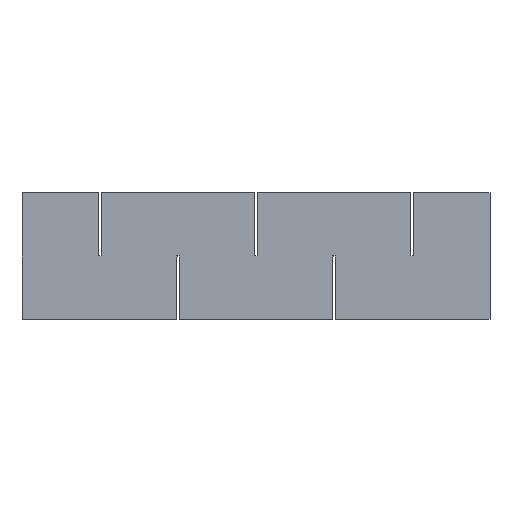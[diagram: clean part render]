
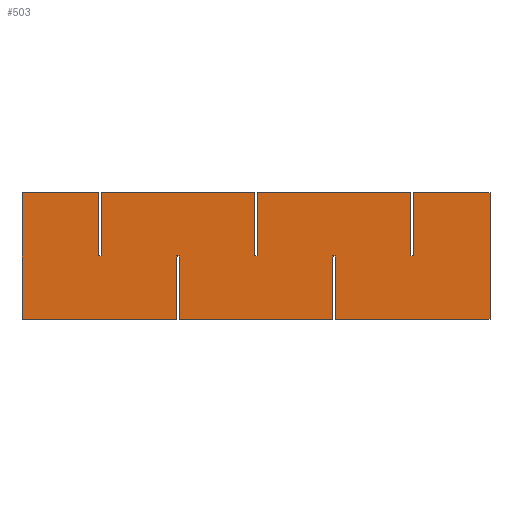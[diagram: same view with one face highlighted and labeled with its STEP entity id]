
A CAD part, top view. The second image highlights one B-rep face of the part: STEP entity #503.
In plain terms, the highlighted planar face has unit normal (0, 0, 1).
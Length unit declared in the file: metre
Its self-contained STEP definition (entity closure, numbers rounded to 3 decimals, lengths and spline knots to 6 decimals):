
#32=ORIENTED_EDGE('',*,*,#176,.T.);
#33=ORIENTED_EDGE('',*,*,#177,.T.);
#34=ORIENTED_EDGE('',*,*,#178,.T.);
#35=ORIENTED_EDGE('',*,*,#179,.F.);
#36=ORIENTED_EDGE('',*,*,#180,.F.);
#37=ORIENTED_EDGE('',*,*,#181,.F.);
#38=ORIENTED_EDGE('',*,*,#182,.F.);
#39=ORIENTED_EDGE('',*,*,#183,.T.);
#40=ORIENTED_EDGE('',*,*,#156,.F.);
#41=ORIENTED_EDGE('',*,*,#184,.F.);
#42=ORIENTED_EDGE('',*,*,#185,.F.);
#43=ORIENTED_EDGE('',*,*,#186,.T.);
#44=ORIENTED_EDGE('',*,*,#160,.F.);
#45=ORIENTED_EDGE('',*,*,#187,.T.);
#46=ORIENTED_EDGE('',*,*,#173,.T.);
#47=ORIENTED_EDGE('',*,*,#188,.F.);
#48=ORIENTED_EDGE('',*,*,#189,.T.);
#49=ORIENTED_EDGE('',*,*,#190,.T.);
#50=ORIENTED_EDGE('',*,*,#169,.T.);
#51=ORIENTED_EDGE('',*,*,#191,.F.);
#52=ORIENTED_EDGE('',*,*,#192,.T.);
#53=ORIENTED_EDGE('',*,*,#193,.T.);
#54=ORIENTED_EDGE('',*,*,#165,.T.);
#55=ORIENTED_EDGE('',*,*,#194,.F.);
#156=EDGE_CURVE('',#228,#229,#276,.T.);
#160=EDGE_CURVE('',#232,#233,#280,.T.);
#165=EDGE_CURVE('',#238,#236,#285,.T.);
#169=EDGE_CURVE('',#242,#240,#289,.T.);
#173=EDGE_CURVE('',#246,#244,#293,.T.);
#176=EDGE_CURVE('',#248,#249,#296,.T.);
#177=EDGE_CURVE('',#249,#250,#297,.T.);
#178=EDGE_CURVE('',#250,#251,#298,.T.);
#179=EDGE_CURVE('',#252,#251,#299,.T.);
#180=EDGE_CURVE('',#253,#252,#300,.T.);
#181=EDGE_CURVE('',#254,#253,#301,.T.);
#182=EDGE_CURVE('',#255,#254,#302,.T.);
#183=EDGE_CURVE('',#255,#229,#303,.T.);
#184=EDGE_CURVE('',#256,#228,#304,.T.);
#185=EDGE_CURVE('',#257,#256,#305,.T.);
#186=EDGE_CURVE('',#257,#233,#306,.T.);
#187=EDGE_CURVE('',#232,#246,#307,.T.);
#188=EDGE_CURVE('',#258,#244,#308,.T.);
#189=EDGE_CURVE('',#258,#259,#309,.T.);
#190=EDGE_CURVE('',#259,#242,#310,.T.);
#191=EDGE_CURVE('',#260,#240,#311,.T.);
#192=EDGE_CURVE('',#260,#261,#312,.T.);
#193=EDGE_CURVE('',#261,#238,#313,.T.);
#194=EDGE_CURVE('',#248,#236,#314,.T.);
#228=VERTEX_POINT('',#692);
#229=VERTEX_POINT('',#693);
#232=VERTEX_POINT('',#701);
#233=VERTEX_POINT('',#702);
#236=VERTEX_POINT('',#710);
#238=VERTEX_POINT('',#713);
#240=VERTEX_POINT('',#719);
#242=VERTEX_POINT('',#722);
#244=VERTEX_POINT('',#728);
#246=VERTEX_POINT('',#731);
#248=VERTEX_POINT('',#737);
#249=VERTEX_POINT('',#738);
#250=VERTEX_POINT('',#740);
#251=VERTEX_POINT('',#742);
#252=VERTEX_POINT('',#744);
#253=VERTEX_POINT('',#746);
#254=VERTEX_POINT('',#748);
#255=VERTEX_POINT('',#750);
#256=VERTEX_POINT('',#753);
#257=VERTEX_POINT('',#755);
#258=VERTEX_POINT('',#759);
#259=VERTEX_POINT('',#761);
#260=VERTEX_POINT('',#764);
#261=VERTEX_POINT('',#766);
#276=LINE('',#691,#348);
#280=LINE('',#700,#352);
#285=LINE('',#712,#357);
#289=LINE('',#721,#361);
#293=LINE('',#730,#365);
#296=LINE('',#736,#368);
#297=LINE('',#739,#369);
#298=LINE('',#741,#370);
#299=LINE('',#743,#371);
#300=LINE('',#745,#372);
#301=LINE('',#747,#373);
#302=LINE('',#749,#374);
#303=LINE('',#751,#375);
#304=LINE('',#752,#376);
#305=LINE('',#754,#377);
#306=LINE('',#756,#378);
#307=LINE('',#757,#379);
#308=LINE('',#758,#380);
#309=LINE('',#760,#381);
#310=LINE('',#762,#382);
#311=LINE('',#763,#383);
#312=LINE('',#765,#384);
#313=LINE('',#767,#385);
#314=LINE('',#768,#386);
#348=VECTOR('',#567,1.);
#352=VECTOR('',#573,1.);
#357=VECTOR('',#580,1.);
#361=VECTOR('',#586,1.);
#365=VECTOR('',#592,1.);
#368=VECTOR('',#597,1.);
#369=VECTOR('',#598,1.);
#370=VECTOR('',#599,1.);
#371=VECTOR('',#600,1.);
#372=VECTOR('',#601,1.);
#373=VECTOR('',#602,1.);
#374=VECTOR('',#603,1.);
#375=VECTOR('',#604,1.);
#376=VECTOR('',#605,1.);
#377=VECTOR('',#606,1.);
#378=VECTOR('',#607,1.);
#379=VECTOR('',#608,1.);
#380=VECTOR('',#609,1.);
#381=VECTOR('',#610,1.);
#382=VECTOR('',#611,1.);
#383=VECTOR('',#612,1.);
#384=VECTOR('',#613,1.);
#385=VECTOR('',#614,1.);
#386=VECTOR('',#615,1.);
#425=EDGE_LOOP('',(#32,#33,#34,#35,#36,#37,#38,#39,#40,#41,#42,#43,#44,
#45,#46,#47,#48,#49,#50,#51,#52,#53,#54,#55));
#451=FACE_BOUND('',#425,.T.);
#477=PLANE('',#542);
#503=ADVANCED_FACE('',(#451),#477,.T.);
#542=AXIS2_PLACEMENT_3D('',#735,#595,#596);
#567=DIRECTION('',(-1.,0.,0.));
#573=DIRECTION('',(-1.,0.,0.));
#580=DIRECTION('',(-1.,0.,0.));
#586=DIRECTION('',(-1.,0.,0.));
#592=DIRECTION('',(-1.,0.,0.));
#595=DIRECTION('',(0.,0.,1.));
#596=DIRECTION('',(1.,0.,0.));
#597=DIRECTION('',(-1.,0.,0.));
#598=DIRECTION('',(0.,1.,0.));
#599=DIRECTION('',(-1.,0.,0.));
#600=DIRECTION('',(0.,1.,0.));
#601=DIRECTION('',(-1.,0.,0.));
#602=DIRECTION('',(0.,-1.,0.));
#603=DIRECTION('',(-1.,0.,0.));
#604=DIRECTION('',(0.,-1.,0.));
#605=DIRECTION('',(0.,-1.,0.));
#606=DIRECTION('',(-1.,0.,0.));
#607=DIRECTION('',(0.,-1.,0.));
#608=DIRECTION('',(0.,1.,0.));
#609=DIRECTION('',(0.,1.,0.));
#610=DIRECTION('',(-1.,0.,0.));
#611=DIRECTION('',(0.,1.,0.));
#612=DIRECTION('',(0.,1.,0.));
#613=DIRECTION('',(-1.,0.,0.));
#614=DIRECTION('',(0.,1.,0.));
#615=DIRECTION('',(0.,1.,0.));
#691=CARTESIAN_POINT('',(0.,-0.032,0.0015));
#692=CARTESIAN_POINT('',(0.038583,-0.032,0.0015));
#693=CARTESIAN_POINT('',(-0.038583,-0.032,0.0015));
#700=CARTESIAN_POINT('',(0.,-0.032,0.0015));
#701=CARTESIAN_POINT('',(0.118,-0.032,0.0015));
#702=CARTESIAN_POINT('',(0.040083,-0.032,0.0015));
#710=CARTESIAN_POINT('',(-0.077917,0.032,0.0015));
#712=CARTESIAN_POINT('',(0.,0.032,0.0015));
#713=CARTESIAN_POINT('',(-0.00075,0.032,0.0015));
#719=CARTESIAN_POINT('',(0.00075,0.032,0.0015));
#721=CARTESIAN_POINT('',(0.,0.032,0.0015));
#722=CARTESIAN_POINT('',(0.077917,0.032,0.0015));
#728=CARTESIAN_POINT('',(0.079417,0.032,0.0015));
#730=CARTESIAN_POINT('',(0.,0.032,0.0015));
#731=CARTESIAN_POINT('',(0.118,0.032,0.0015));
#735=CARTESIAN_POINT('',(0.,0.,0.0015));
#736=CARTESIAN_POINT('',(0.,0.,0.0015));
#737=CARTESIAN_POINT('',(-0.077917,0.,0.0015));
#738=CARTESIAN_POINT('',(-0.079417,0.,0.0015));
#739=CARTESIAN_POINT('',(-0.079417,0.,0.0015));
#740=CARTESIAN_POINT('',(-0.079417,0.032,0.0015));
#741=CARTESIAN_POINT('',(0.,0.032,0.0015));
#742=CARTESIAN_POINT('',(-0.118,0.032,0.0015));
#743=CARTESIAN_POINT('',(-0.118,0.,0.0015));
#744=CARTESIAN_POINT('',(-0.118,-0.032,0.0015));
#745=CARTESIAN_POINT('',(0.,-0.032,0.0015));
#746=CARTESIAN_POINT('',(-0.040083,-0.032,0.0015));
#747=CARTESIAN_POINT('',(-0.040083,0.,0.0015));
#748=CARTESIAN_POINT('',(-0.040083,0.,0.0015));
#749=CARTESIAN_POINT('',(0.,0.,0.0015));
#750=CARTESIAN_POINT('',(-0.038583,0.,0.0015));
#751=CARTESIAN_POINT('',(-0.038583,0.,0.0015));
#752=CARTESIAN_POINT('',(0.038583,0.,0.0015));
#753=CARTESIAN_POINT('',(0.038583,0.,0.0015));
#754=CARTESIAN_POINT('',(0.,0.,0.0015));
#755=CARTESIAN_POINT('',(0.040083,0.,0.0015));
#756=CARTESIAN_POINT('',(0.040083,0.,0.0015));
#757=CARTESIAN_POINT('',(0.118,0.,0.0015));
#758=CARTESIAN_POINT('',(0.079417,0.,0.0015));
#759=CARTESIAN_POINT('',(0.079417,0.,0.0015));
#760=CARTESIAN_POINT('',(0.,0.,0.0015));
#761=CARTESIAN_POINT('',(0.077917,0.,0.0015));
#762=CARTESIAN_POINT('',(0.077917,0.,0.0015));
#763=CARTESIAN_POINT('',(0.00075,0.,0.0015));
#764=CARTESIAN_POINT('',(0.00075,0.,0.0015));
#765=CARTESIAN_POINT('',(0.,0.,0.0015));
#766=CARTESIAN_POINT('',(-0.00075,0.,0.0015));
#767=CARTESIAN_POINT('',(-0.00075,0.,0.0015));
#768=CARTESIAN_POINT('',(-0.077917,0.,0.0015));
